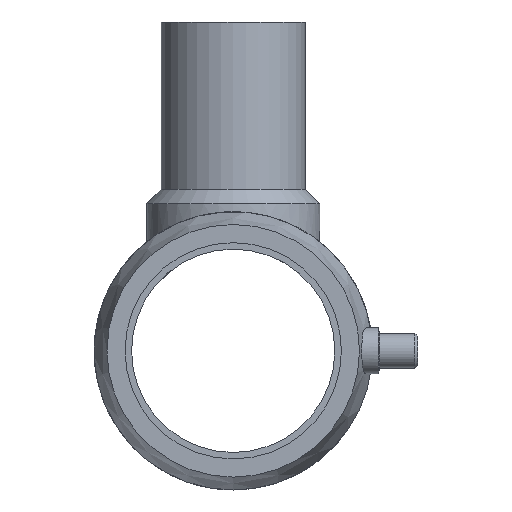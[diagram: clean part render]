
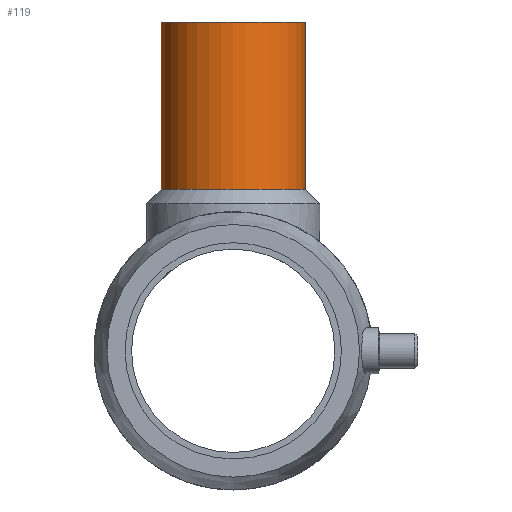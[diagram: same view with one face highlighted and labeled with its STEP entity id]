
A CAD part, left-side view. The second image highlights one B-rep face of the part: STEP entity #119.
In plain terms, the highlighted cylindrical face has radius 25 mm (diameter 50 mm), a full revolution.
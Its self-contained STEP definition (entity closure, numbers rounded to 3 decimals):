
#119 = ADVANCED_FACE( '', ( #270, #271 ), #272, .T. );
#270 = FACE_OUTER_BOUND( '', #433, .T. );
#271 = FACE_OUTER_BOUND( '', #434, .T. );
#272 = CYLINDRICAL_SURFACE( '', #435, 25. );
#433 = EDGE_LOOP( '', ( #650 ) );
#434 = EDGE_LOOP( '', ( #651 ) );
#435 = AXIS2_PLACEMENT_3D( '', #652, #653, #654 );
#650 = ORIENTED_EDGE( '', *, *, #785, .F. );
#651 = ORIENTED_EDGE( '', *, *, #736, .T. );
#652 = CARTESIAN_POINT( '', ( 105.25, 0., 0. ) );
#653 = DIRECTION( '', ( 0., 0., 1. ) );
#654 = DIRECTION( '', ( -1., 0., 0. ) );
#736 = EDGE_CURVE( '', #829, #829, #830, .T. );
#785 = EDGE_CURVE( '', #904, #904, #905, .T. );
#829 = VERTEX_POINT( '', #1140 );
#830 = CIRCLE( '', #1141, 25. );
#904 = VERTEX_POINT( '', #1493 );
#905 = CIRCLE( '', #1494, 25. );
#1140 = CARTESIAN_POINT( '', ( 80.25, 0., 114. ) );
#1141 = AXIS2_PLACEMENT_3D( '', #1592, #1593, #1594 );
#1493 = CARTESIAN_POINT( '', ( 80.25, 0., 56. ) );
#1494 = AXIS2_PLACEMENT_3D( '', #1661, #1662, #1663 );
#1592 = CARTESIAN_POINT( '', ( 105.25, 0., 114. ) );
#1593 = DIRECTION( '', ( 0., 0., -1. ) );
#1594 = DIRECTION( '', ( -1., 0., 0. ) );
#1661 = CARTESIAN_POINT( '', ( 105.25, 0., 56. ) );
#1662 = DIRECTION( '', ( 0., 0., -1. ) );
#1663 = DIRECTION( '', ( -1., 0., 0. ) );
